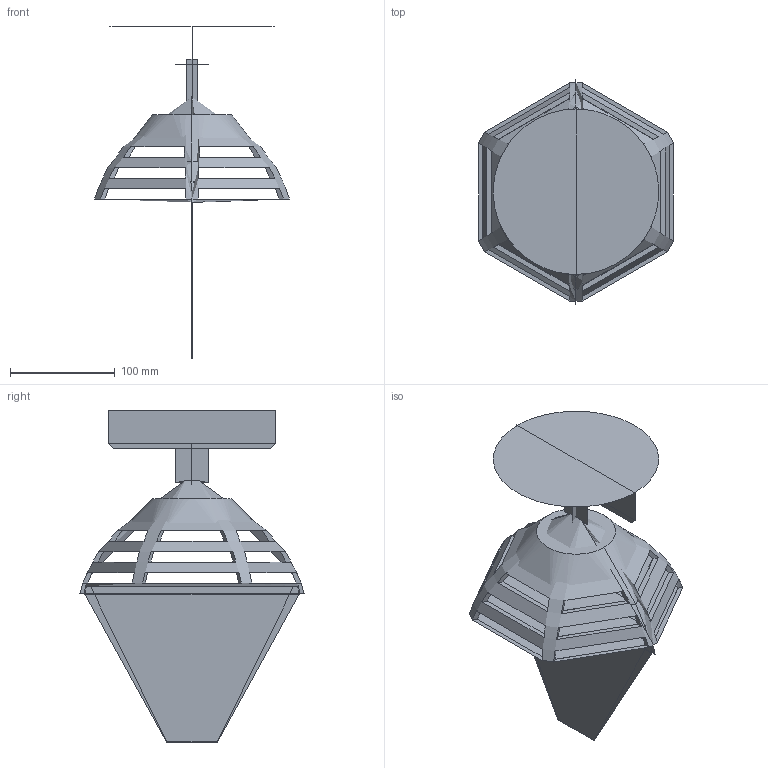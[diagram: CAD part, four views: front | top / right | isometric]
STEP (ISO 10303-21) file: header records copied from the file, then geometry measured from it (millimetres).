
FILE_DESCRIPTION(/* description */ (''),/* implementation_level */ '2;1');
FILE_NAME(/* name */ '190700_Invero soffitto 214',/* time_stamp */ '2016-05-18T15:00:06+02:00',/* author */ (''),/* organization */ (''),/* preprocessor_version */ 'ST-DEVELOPER v10',/* originating_system */ '',/* authorisation */ '');
FILE_SCHEMA (('CONFIG_CONTROL_DESIGN'));
Length unit declared in the file: millimetre
Products named in the file (1): 1
Bounding box: 186.14 x 214 x 317.08 mm (x, y, z)
Volume: 2169914.2 mm3; surface area: 438361.5 mm2
Topology: 5 solids, 7 shells, 127 faces, 340 edges, 225 vertices
Faces by surface type: bspline 78, plane 49
Entity records: 12577 total; most frequent: CARTESIAN_POINT 10576, ORIENTED_EDGE 636, EDGE_CURVE 322, VERTEX_POINT 209, EDGE_LOOP 169, ADVANCED_FACE 127, FACE_OUTER_BOUND 127, B_SPLINE_CURVE_WITH_KNOTS 86
